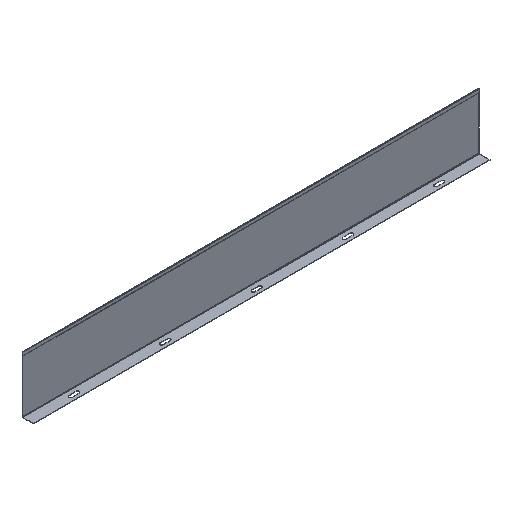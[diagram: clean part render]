
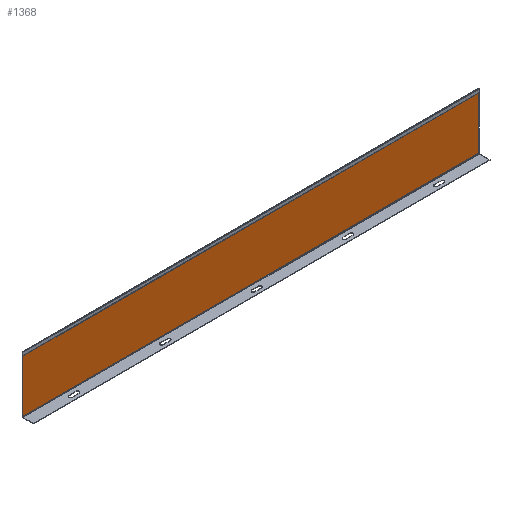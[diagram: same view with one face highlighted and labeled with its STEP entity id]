
A CAD part, isometric view. The second image highlights one B-rep face of the part: STEP entity #1368.
In plain terms, the highlighted planar face has unit normal (0, -1, 0).
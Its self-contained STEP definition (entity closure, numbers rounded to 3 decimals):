
#61 = VERTEX_POINT ( 'NONE', #650 ) ;
#74 = PLANE ( 'NONE',  #333 ) ;
#108 = VERTEX_POINT ( 'NONE', #1117 ) ;
#114 = VERTEX_POINT ( 'NONE', #778 ) ;
#132 = LINE ( 'NONE', #586, #233 ) ;
#198 = EDGE_LOOP ( 'NONE', ( #308, #408, #847, #465 ) ) ;
#233 = VECTOR ( 'NONE', #1158, 1000. ) ;
#278 = FACE_OUTER_BOUND ( 'NONE', #198, .T. ) ;
#298 = DIRECTION ( 'NONE',  ( 0., 0., -1. ) ) ;
#308 = ORIENTED_EDGE ( 'NONE', *, *, #964, .F. ) ;
#333 = AXIS2_PLACEMENT_3D ( 'NONE', #512, #850, #298 ) ;
#360 = VERTEX_POINT ( 'NONE', #971 ) ;
#408 = ORIENTED_EDGE ( 'NONE', *, *, #789, .F. ) ;
#463 = DIRECTION ( 'NONE',  ( 1., 0., 0. ) ) ;
#465 = ORIENTED_EDGE ( 'NONE', *, *, #1078, .T. ) ;
#495 = DIRECTION ( 'NONE',  ( 0., 0., 1. ) ) ;
#512 = CARTESIAN_POINT ( 'NONE',  ( 500., -1., 0. ) ) ;
#586 = CARTESIAN_POINT ( 'NONE',  ( 500., -1., 1.5 ) ) ;
#650 = CARTESIAN_POINT ( 'NONE',  ( 500., -1., 1.5 ) ) ;
#685 = LINE ( 'NONE', #1135, #1114 ) ;
#746 = VECTOR ( 'NONE', #495, 1000. ) ;
#777 = CARTESIAN_POINT ( 'NONE',  ( -500., -1., 123.95 ) ) ;
#778 = CARTESIAN_POINT ( 'NONE',  ( 500., -1., 123.95 ) ) ;
#789 = EDGE_CURVE ( 'NONE', #360, #108, #1153, .T. ) ;
#808 = VECTOR ( 'NONE', #463, 1000. ) ;
#847 = ORIENTED_EDGE ( 'NONE', *, *, #1119, .F. ) ;
#850 = DIRECTION ( 'NONE',  ( 0., -1., 0. ) ) ;
#893 = LINE ( 'NONE', #777, #808 ) ;
#964 = EDGE_CURVE ( 'NONE', #108, #114, #893, .T. ) ;
#971 = CARTESIAN_POINT ( 'NONE',  ( -500., -1., 1.5 ) ) ;
#1029 = DIRECTION ( 'NONE',  ( 0., 0., 1. ) ) ;
#1054 = CARTESIAN_POINT ( 'NONE',  ( -500., -1., 0. ) ) ;
#1078 = EDGE_CURVE ( 'NONE', #61, #114, #685, .T. ) ;
#1114 = VECTOR ( 'NONE', #1029, 1000. ) ;
#1117 = CARTESIAN_POINT ( 'NONE',  ( -500., -1., 123.95 ) ) ;
#1119 = EDGE_CURVE ( 'NONE', #61, #360, #132, .T. ) ;
#1135 = CARTESIAN_POINT ( 'NONE',  ( 500., -1., 0. ) ) ;
#1153 = LINE ( 'NONE', #1054, #746 ) ;
#1158 = DIRECTION ( 'NONE',  ( -1., 0., 0. ) ) ;
#1368 = ADVANCED_FACE ( 'NONE', ( #278 ), #74, .T. ) ;
